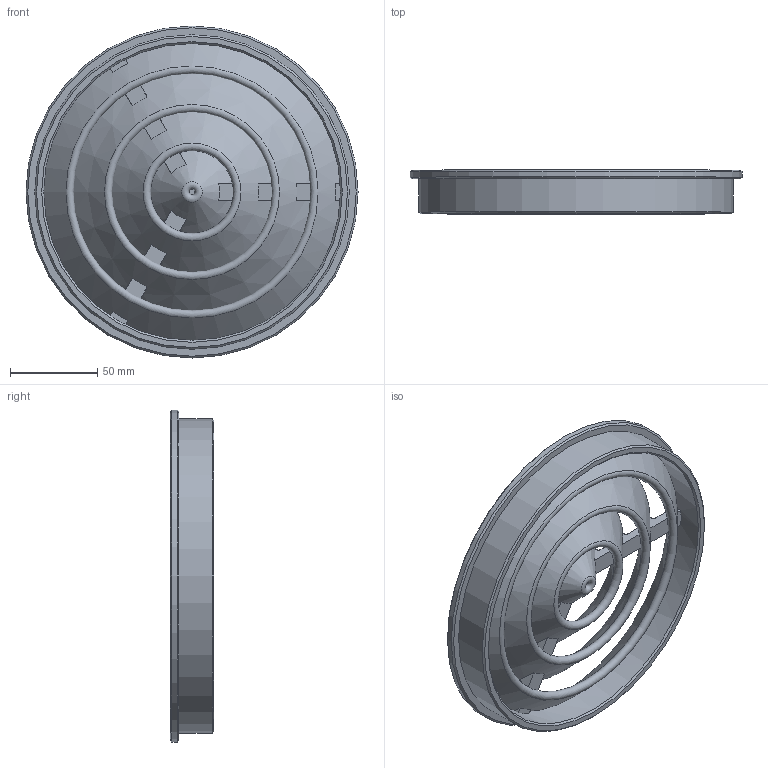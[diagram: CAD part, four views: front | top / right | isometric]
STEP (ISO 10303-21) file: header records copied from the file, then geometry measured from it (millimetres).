
FILE_DESCRIPTION(/* description */ (''),/* implementation_level */ '2;1');
FILE_NAME(/* name */ 'lid.step',/* time_stamp */ '2025-09-23T18:14:25+02:00',/* author */ (''),/* organization */ (''),/* preprocessor_version */ 'ST-DEVELOPER v20.1',/* originating_system */ 'Autodesk Translation Framework v14.17.0.0',/* authorisation */ '');
FILE_SCHEMA (('AUTOMOTIVE_DESIGN { 1 0 10303 214 3 1 1 }'));
Length unit declared in the file: millimetre
Products named in the file (1): Deckel
Bounding box: 190 x 25 x 190 mm (x, y, z)
Volume: 240568.7 mm3; surface area: 102834.7 mm2
Topology: 1 solids, 1 shells, 95 faces, 299 edges, 211 vertices
Faces by surface type: plane 52, torus 22, cone 18, cylinder 3
Full cylindrical faces by diameter (mm): 170 x1, 180 x1, 190 x1
Entity records: 3695 total; most frequent: CARTESIAN_POINT 1122, ORIENTED_EDGE 598, DIRECTION 493, EDGE_CURVE 299, AXIS2_PLACEMENT_3D 212, VERTEX_POINT 211, EDGE_LOOP 118, CIRCLE 116
